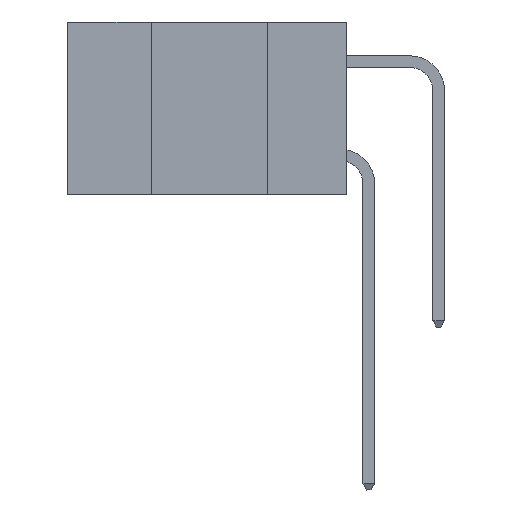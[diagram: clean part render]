
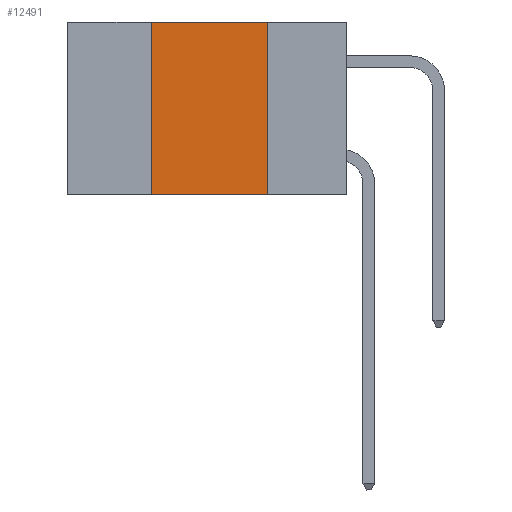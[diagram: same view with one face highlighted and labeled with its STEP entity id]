
A CAD part, left-side view. The second image highlights one B-rep face of the part: STEP entity #12491.
In plain terms, the highlighted planar face has unit normal (-1, 0, 0).
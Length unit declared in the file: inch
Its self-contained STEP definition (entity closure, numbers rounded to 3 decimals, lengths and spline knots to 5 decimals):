
#313 = VERTEX_POINT ( 'NONE', #16945 ) ;
#458 = VECTOR ( 'NONE', #12865, 39.37008 ) ;
#466 = CARTESIAN_POINT ( 'NONE',  ( 0., 0.42, -0.37 ) ) ;
#646 = DIRECTION ( 'NONE',  ( 1., 0., 0. ) ) ;
#946 = ORIENTED_EDGE ( 'NONE', *, *, #24470, .F. ) ;
#3056 = CARTESIAN_POINT ( 'NONE',  ( 0., 0.6, 0. ) ) ;
#4699 = CARTESIAN_POINT ( 'NONE',  ( 0., 0.17, 0. ) ) ;
#5060 = LINE ( 'NONE', #3056, #458 ) ;
#5276 = VECTOR ( 'NONE', #6424, 39.37008 ) ;
#6424 = DIRECTION ( 'NONE',  ( 0., -1., 0. ) ) ;
#7148 = VERTEX_POINT ( 'NONE', #466 ) ;
#7939 = EDGE_CURVE ( 'NONE', #7148, #313, #15224, .T. ) ;
#8654 = VECTOR ( 'NONE', #18173, 39.37008 ) ;
#8960 = LINE ( 'NONE', #4699, #11161 ) ;
#9317 = AXIS2_PLACEMENT_3D ( 'NONE', #20375, #646, #12685 ) ;
#10666 = VERTEX_POINT ( 'NONE', #10773 ) ;
#10773 = CARTESIAN_POINT ( 'NONE',  ( 0., 0.42, 0. ) ) ;
#10819 = CARTESIAN_POINT ( 'NONE',  ( 0., 0.6, -0.37 ) ) ;
#11005 = FACE_OUTER_BOUND ( 'NONE', #20717, .T. ) ;
#11070 = DIRECTION ( 'NONE',  ( 0., 0., -1. ) ) ;
#11161 = VECTOR ( 'NONE', #11070, 39.37008 ) ;
#12060 = CARTESIAN_POINT ( 'NONE',  ( 0., 0.42, 0. ) ) ;
#12413 = ORIENTED_EDGE ( 'NONE', *, *, #7939, .T. ) ;
#12491 = ADVANCED_FACE ( 'NONE', ( #11005 ), #12607, .F. ) ;
#12607 = PLANE ( 'NONE',  #9317 ) ;
#12685 = DIRECTION ( 'NONE',  ( 0., 0., -1. ) ) ;
#12865 = DIRECTION ( 'NONE',  ( 0., -1., 0. ) ) ;
#13871 = EDGE_CURVE ( 'NONE', #10666, #20379, #5060, .T. ) ;
#15224 = LINE ( 'NONE', #10819, #5276 ) ;
#16470 = ORIENTED_EDGE ( 'NONE', *, *, #13871, .F. ) ;
#16945 = CARTESIAN_POINT ( 'NONE',  ( 0., 0.17, -0.37 ) ) ;
#18173 = DIRECTION ( 'NONE',  ( 0., 0., 1. ) ) ;
#18368 = ORIENTED_EDGE ( 'NONE', *, *, #25237, .F. ) ;
#20375 = CARTESIAN_POINT ( 'NONE',  ( 0., 0.6, 0. ) ) ;
#20379 = VERTEX_POINT ( 'NONE', #22669 ) ;
#20450 = LINE ( 'NONE', #12060, #8654 ) ;
#20717 = EDGE_LOOP ( 'NONE', ( #18368, #16470, #946, #12413 ) ) ;
#22669 = CARTESIAN_POINT ( 'NONE',  ( 0., 0.17, 0. ) ) ;
#24470 = EDGE_CURVE ( 'NONE', #7148, #10666, #20450, .T. ) ;
#25237 = EDGE_CURVE ( 'NONE', #20379, #313, #8960, .T. ) ;
